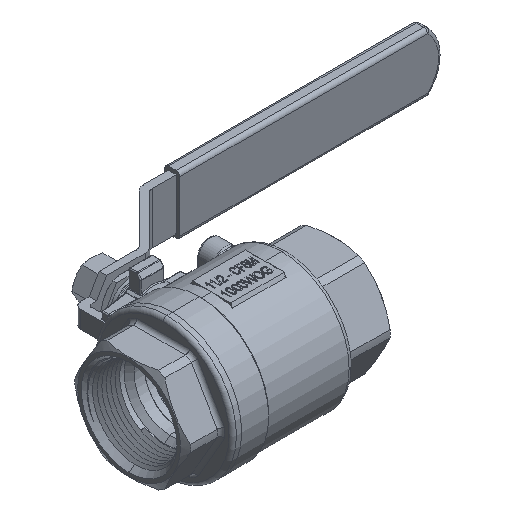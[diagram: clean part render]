
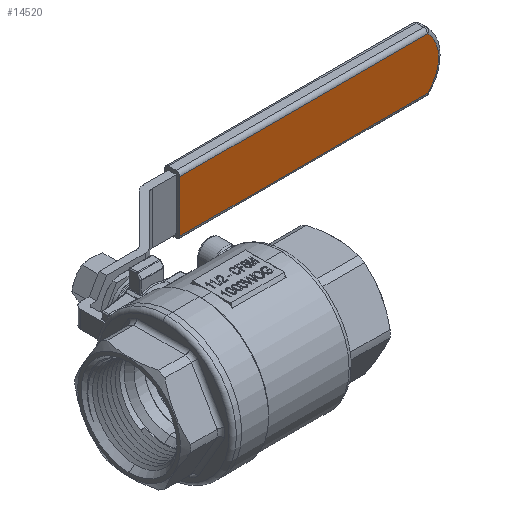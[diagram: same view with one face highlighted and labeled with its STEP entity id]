
A CAD part, isometric view. The second image highlights one B-rep face of the part: STEP entity #14520.
In plain terms, the highlighted planar face has unit normal (0, -1, 0).
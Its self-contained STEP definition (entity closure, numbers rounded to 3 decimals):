
#14473 = VERTEX_POINT ( 'NONE', #55489 ) ;
#14475 = EDGE_CURVE ( 'NONE', #14473, #14476, #55488, .T. ) ;
#14476 = VERTEX_POINT ( 'NONE', #55484 ) ;
#14520 = ADVANCED_FACE ( 'NONE', ( #56314 ), #56311, .F. ) ;
#14521 = EDGE_LOOP ( 'NONE', ( #14522, #14523, #14526, #14529 ) ) ;
#14522 = ORIENTED_EDGE ( 'NONE', *, *, #14475, .F. ) ;
#14523 = ORIENTED_EDGE ( 'NONE', *, *, #14524, .T. ) ;
#14524 = EDGE_CURVE ( 'NONE', #14473, #14525, #56305, .T. ) ;
#14525 = VERTEX_POINT ( 'NONE', #56299 ) ;
#14526 = ORIENTED_EDGE ( 'NONE', *, *, #14527, .T. ) ;
#14527 = EDGE_CURVE ( 'NONE', #14525, #14528, #56298, .T. ) ;
#14528 = VERTEX_POINT ( 'NONE', #56380 ) ;
#14529 = ORIENTED_EDGE ( 'NONE', *, *, #14530, .T. ) ;
#14530 = EDGE_CURVE ( 'NONE', #14528, #14476, #56378, .T. ) ;
#55484 = CARTESIAN_POINT ( 'NONE',  ( 57., 83.9, 13.75 ) ) ;
#55485 = DIRECTION ( 'NONE',  ( 0., 0., 1. ) ) ;
#55486 = VECTOR ( 'NONE', #55485, 1000. ) ;
#55487 = CARTESIAN_POINT ( 'NONE',  ( 57., 83.9, -15.75 ) ) ;
#55488 = LINE ( 'NONE', #55487, #55486 ) ;
#55489 = CARTESIAN_POINT ( 'NONE',  ( 57., 83.9, -13.75 ) ) ;
#56293 = DIRECTION ( 'NONE',  ( 0., 0., 1. ) ) ;
#56295 = DIRECTION ( 'NONE',  ( 0., -1., 0. ) ) ;
#56296 = CARTESIAN_POINT ( 'NONE',  ( 176., 83.9, 0. ) ) ;
#56297 = AXIS2_PLACEMENT_3D ( 'NONE', #56296, #56295, #56293 ) ;
#56298 = CIRCLE ( 'NONE', #56297, 19. ) ;
#56299 = CARTESIAN_POINT ( 'NONE',  ( 189.112, 83.9, -13.75 ) ) ;
#56301 = DIRECTION ( 'NONE',  ( 1., 0., 0. ) ) ;
#56302 = VECTOR ( 'NONE', #56301, 1000. ) ;
#56303 = CARTESIAN_POINT ( 'NONE',  ( 176., 83.9, -13.75 ) ) ;
#56305 = LINE ( 'NONE', #56303, #56302 ) ;
#56306 = DIRECTION ( 'NONE',  ( 0., 0., 1. ) ) ;
#56307 = DIRECTION ( 'NONE',  ( 0., 1., 0. ) ) ;
#56308 = CARTESIAN_POINT ( 'NONE',  ( 176., 83.9, 0. ) ) ;
#56309 = AXIS2_PLACEMENT_3D ( 'NONE', #56308, #56307, #56306 ) ;
#56311 = PLANE ( 'NONE',  #56309 ) ;
#56314 = FACE_OUTER_BOUND ( 'NONE', #14521, .T. ) ;
#56375 = DIRECTION ( 'NONE',  ( -1., 0., 0. ) ) ;
#56376 = VECTOR ( 'NONE', #56375, 1000. ) ;
#56377 = CARTESIAN_POINT ( 'NONE',  ( 176., 83.9, 13.75 ) ) ;
#56378 = LINE ( 'NONE', #56377, #56376 ) ;
#56380 = CARTESIAN_POINT ( 'NONE',  ( 189.112, 83.9, 13.75 ) ) ;
